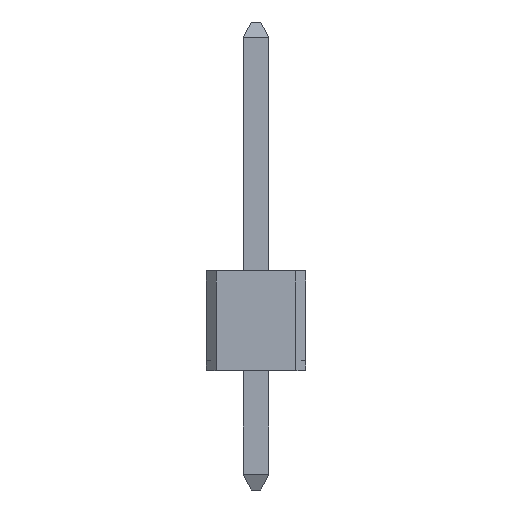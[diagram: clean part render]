
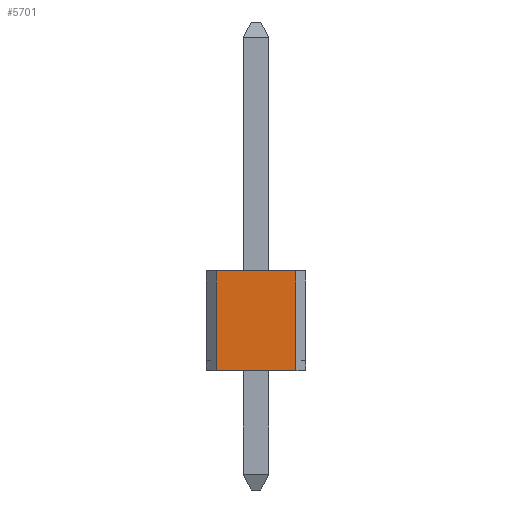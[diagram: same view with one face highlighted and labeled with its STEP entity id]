
A CAD part, left-side view. The second image highlights one B-rep face of the part: STEP entity #5701.
In plain terms, the highlighted planar face has unit normal (-1, 0, 0).
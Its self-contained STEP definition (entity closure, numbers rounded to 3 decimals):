
#58=FACE_OUTER_BOUND('',#398,.T.);
#398=EDGE_LOOP('',(#3711,#3712,#3713,#3714));
#755=LINE('',#7889,#1553);
#828=LINE('',#8045,#1626);
#829=LINE('',#8048,#1627);
#830=LINE('',#8049,#1628);
#1553=VECTOR('',#6400,2.032);
#1626=VECTOR('',#6499,2.54);
#1627=VECTOR('',#6502,2.032);
#1628=VECTOR('',#6503,2.54);
#2350=VERTEX_POINT('',#7886);
#2351=VERTEX_POINT('',#7888);
#2421=VERTEX_POINT('',#8043);
#2422=VERTEX_POINT('',#8047);
#2835=EDGE_CURVE('',#2351,#2350,#755,.T.);
#2908=EDGE_CURVE('',#2350,#2421,#828,.T.);
#2909=EDGE_CURVE('',#2422,#2421,#829,.T.);
#2910=EDGE_CURVE('',#2351,#2422,#830,.T.);
#3711=ORIENTED_EDGE('',*,*,#2835,.T.);
#3712=ORIENTED_EDGE('',*,*,#2908,.T.);
#3713=ORIENTED_EDGE('',*,*,#2909,.F.);
#3714=ORIENTED_EDGE('',*,*,#2910,.F.);
#5236=PLANE('',#6056);
#5701=ADVANCED_FACE('',(#58),#5236,.T.);
#6056=AXIS2_PLACEMENT_3D('',#8046,#6500,#6501);
#6400=DIRECTION('',(0.,0.,1.));
#6499=DIRECTION('',(0.,1.,0.));
#6500=DIRECTION('center_axis',(-1.,0.,0.));
#6501=DIRECTION('ref_axis',(0.,0.,1.));
#6502=DIRECTION('',(0.,0.,1.));
#6503=DIRECTION('',(0.,1.,0.));
#7886=CARTESIAN_POINT('',(-1.27,0.,1.016));
#7888=CARTESIAN_POINT('',(-1.27,0.,-1.016));
#7889=CARTESIAN_POINT('',(-1.27,0.,-1.016));
#8043=CARTESIAN_POINT('',(-1.27,2.54,1.016));
#8045=CARTESIAN_POINT('',(-1.27,0.,1.016));
#8046=CARTESIAN_POINT('Origin',(-1.27,0.,-1.016));
#8047=CARTESIAN_POINT('',(-1.27,2.54,-1.016));
#8048=CARTESIAN_POINT('',(-1.27,2.54,-1.016));
#8049=CARTESIAN_POINT('',(-1.27,0.,-1.016));
